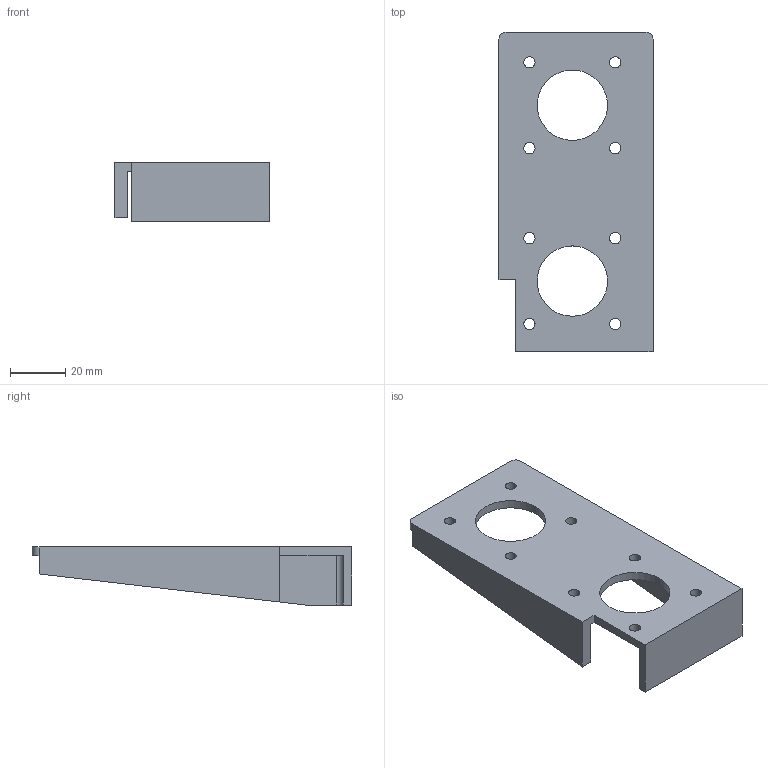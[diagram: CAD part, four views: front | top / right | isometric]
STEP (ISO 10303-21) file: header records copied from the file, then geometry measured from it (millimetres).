
FILE_DESCRIPTION (( 'STEP AP214' ), '1' );
FILE_NAME ('second servo mounting bracket.STEP', '2020-09-30T21:06:25', ( '' ), ( '' ), 'SwSTEP 2.0', 'SolidWorks 2020', '' );
FILE_SCHEMA (( 'AUTOMOTIVE_DESIGN' ));
Length unit declared in the file: inch
Products named in the file (1): second servo mounting bracket
Bounding box: 55.63 x 115.46 x 20.95 mm (x, y, z)
Volume: 33627.7 mm3; surface area: 18933.6 mm2
Topology: 1 solids, 1 shells, 40 faces, 112 edges, 74 vertices
Faces by surface type: cylinder 24, plane 16
Entity records: 1388 total; most frequent: DIRECTION 242, CARTESIAN_POINT 227, ORIENTED_EDGE 224, EDGE_CURVE 112, AXIS2_PLACEMENT_3D 89, VERTEX_POINT 74, VECTOR 64, LINE 64
